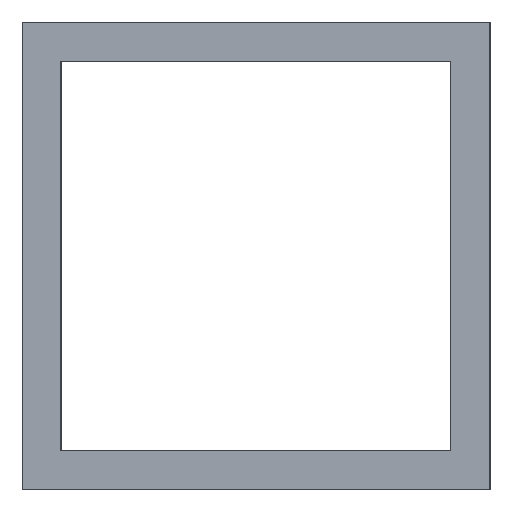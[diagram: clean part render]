
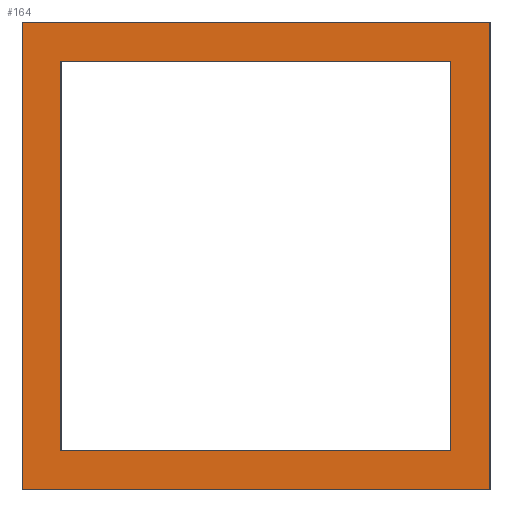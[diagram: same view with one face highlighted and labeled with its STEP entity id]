
A CAD part, left-side view. The second image highlights one B-rep face of the part: STEP entity #164.
In plain terms, the highlighted planar face has unit normal (-1, 0, 0).
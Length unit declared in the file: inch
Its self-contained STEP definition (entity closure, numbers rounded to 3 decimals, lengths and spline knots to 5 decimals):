
#4 = ORIENTED_EDGE ( 'NONE', *, *, #125, .F. ) ;
#7 = ORIENTED_EDGE ( 'NONE', *, *, #119, .T. ) ;
#13 = EDGE_CURVE ( 'NONE', #93, #34, #205, .T. ) ;
#20 = LINE ( 'NONE', #131, #97 ) ;
#29 = VECTOR ( 'NONE', #312, 39.37008 ) ;
#34 = VERTEX_POINT ( 'NONE', #278 ) ;
#36 = ORIENTED_EDGE ( 'NONE', *, *, #13, .F. ) ;
#38 = CARTESIAN_POINT ( 'NONE',  ( -23.5, -0.625, 0.625 ) ) ;
#41 = CARTESIAN_POINT ( 'NONE',  ( -23.5, -0.75, 0.75 ) ) ;
#48 = CARTESIAN_POINT ( 'NONE',  ( -23.5, 0.75, -0.75 ) ) ;
#49 = FACE_OUTER_BOUND ( 'NONE', #342, .T. ) ;
#51 = EDGE_CURVE ( 'NONE', #326, #93, #207, .T. ) ;
#52 = DIRECTION ( 'NONE',  ( 0., -1., 0. ) ) ;
#55 = DIRECTION ( 'NONE',  ( 0., 0., 1. ) ) ;
#64 = CARTESIAN_POINT ( 'NONE',  ( -23.5, 0.75, 0.75 ) ) ;
#65 = VERTEX_POINT ( 'NONE', #38 ) ;
#70 = VECTOR ( 'NONE', #88, 39.37008 ) ;
#73 = CARTESIAN_POINT ( 'NONE',  ( -23.5, -0.75, 0.75 ) ) ;
#75 = DIRECTION ( 'NONE',  ( 0., 0., 1. ) ) ;
#77 = CARTESIAN_POINT ( 'NONE',  ( -23.5, 0., 0. ) ) ;
#88 = DIRECTION ( 'NONE',  ( 0., 0., -1. ) ) ;
#92 = CARTESIAN_POINT ( 'NONE',  ( -23.5, -0.625, 0.75 ) ) ;
#93 = VERTEX_POINT ( 'NONE', #41 ) ;
#97 = VECTOR ( 'NONE', #316, 39.37008 ) ;
#101 = FACE_BOUND ( 'NONE', #325, .T. ) ;
#103 = DIRECTION ( 'NONE',  ( 0., 0., -1. ) ) ;
#104 = EDGE_CURVE ( 'NONE', #113, #65, #343, .T. ) ;
#110 = CARTESIAN_POINT ( 'NONE',  ( -23.5, 0.75, 0.75 ) ) ;
#111 = ORIENTED_EDGE ( 'NONE', *, *, #218, .T. ) ;
#113 = VERTEX_POINT ( 'NONE', #213 ) ;
#119 = EDGE_CURVE ( 'NONE', #169, #113, #345, .T. ) ;
#120 = VECTOR ( 'NONE', #176, 39.37008 ) ;
#125 = EDGE_CURVE ( 'NONE', #34, #225, #337, .T. ) ;
#129 = PLANE ( 'NONE',  #230 ) ;
#131 = CARTESIAN_POINT ( 'NONE',  ( -23.5, 0.75, -0.625 ) ) ;
#136 = LINE ( 'NONE', #92, #70 ) ;
#138 = ORIENTED_EDGE ( 'NONE', *, *, #334, .T. ) ;
#154 = CARTESIAN_POINT ( 'NONE',  ( -23.5, 0.625, -0.625 ) ) ;
#156 = ORIENTED_EDGE ( 'NONE', *, *, #51, .F. ) ;
#159 = CARTESIAN_POINT ( 'NONE',  ( -23.5, 0.75, 0.625 ) ) ;
#164 = ADVANCED_FACE ( 'NONE', ( #49, #101 ), #129, .F. ) ;
#169 = VERTEX_POINT ( 'NONE', #154 ) ;
#174 = ORIENTED_EDGE ( 'NONE', *, *, #245, .F. ) ;
#176 = DIRECTION ( 'NONE',  ( 0., -1., 0. ) ) ;
#182 = CARTESIAN_POINT ( 'NONE',  ( -23.5, 0.75, 0.75 ) ) ;
#201 = VERTEX_POINT ( 'NONE', #291 ) ;
#205 = LINE ( 'NONE', #73, #307 ) ;
#207 = LINE ( 'NONE', #182, #120 ) ;
#213 = CARTESIAN_POINT ( 'NONE',  ( -23.5, 0.625, 0.625 ) ) ;
#214 = DIRECTION ( 'NONE',  ( 1., 0., 0. ) ) ;
#218 = EDGE_CURVE ( 'NONE', #201, #169, #20, .T. ) ;
#219 = CARTESIAN_POINT ( 'NONE',  ( -23.5, 0.625, 0.75 ) ) ;
#225 = VERTEX_POINT ( 'NONE', #290 ) ;
#230 = AXIS2_PLACEMENT_3D ( 'NONE', #77, #214, #103 ) ;
#233 = DIRECTION ( 'NONE',  ( 0., 0., -1. ) ) ;
#237 = VECTOR ( 'NONE', #55, 39.37008 ) ;
#239 = VECTOR ( 'NONE', #75, 39.37008 ) ;
#243 = LINE ( 'NONE', #110, #237 ) ;
#244 = ORIENTED_EDGE ( 'NONE', *, *, #104, .T. ) ;
#245 = EDGE_CURVE ( 'NONE', #225, #326, #243, .T. ) ;
#278 = CARTESIAN_POINT ( 'NONE',  ( -23.5, -0.75, -0.75 ) ) ;
#290 = CARTESIAN_POINT ( 'NONE',  ( -23.5, 0.75, -0.75 ) ) ;
#291 = CARTESIAN_POINT ( 'NONE',  ( -23.5, -0.625, -0.625 ) ) ;
#294 = VECTOR ( 'NONE', #52, 39.37008 ) ;
#307 = VECTOR ( 'NONE', #233, 39.37008 ) ;
#312 = DIRECTION ( 'NONE',  ( 0., 1., 0. ) ) ;
#316 = DIRECTION ( 'NONE',  ( 0., 1., 0. ) ) ;
#325 = EDGE_LOOP ( 'NONE', ( #111, #7, #244, #138 ) ) ;
#326 = VERTEX_POINT ( 'NONE', #64 ) ;
#334 = EDGE_CURVE ( 'NONE', #65, #201, #136, .T. ) ;
#337 = LINE ( 'NONE', #48, #29 ) ;
#342 = EDGE_LOOP ( 'NONE', ( #4, #36, #156, #174 ) ) ;
#343 = LINE ( 'NONE', #159, #294 ) ;
#345 = LINE ( 'NONE', #219, #239 ) ;
